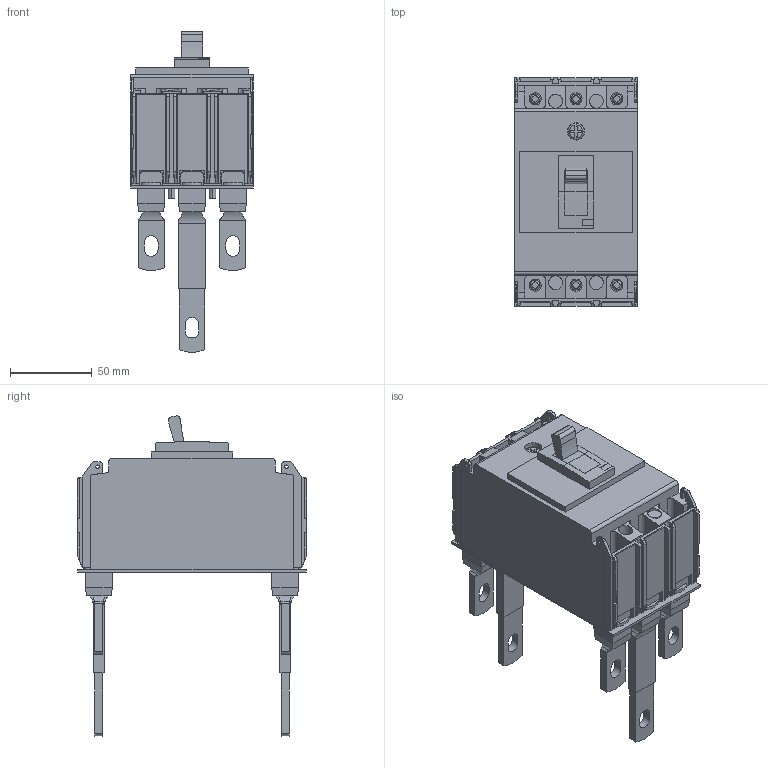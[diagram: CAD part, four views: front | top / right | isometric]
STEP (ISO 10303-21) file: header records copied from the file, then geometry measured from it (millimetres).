
FILE_DESCRIPTION(('CoCreate Modeling STEP Export'),'2;1');
FILE_NAME('ＰＶＥ１２５ＳＤＬ３Ｒ.stp','2016-03-25T14:21:49',(''),(''),'CoCreate Modeling STEP processor for AP214 (Solid Model)','CoCreate Modeling 17.0 01-Apr-2010 (C) Parametric Technology GmbH','');
FILE_SCHEMA(('AUTOMOTIVE_DESIGN { 1 0 10303 214 1 1 1 1 }'));
Length unit declared in the file: millimetre
Products named in the file (10): P2; P4; P3; P1; p7; p6.1; P1.1; p5.1; p5; ＰＶＥ１２５ＳＤＬ３Ｒ
Assembly tree (19 placements, depth 2):
  ＰＶＥ１２５ＳＤＬ３Ｒ
    p5
    p5.1
    P1.1
    p6.1  x2
    p7
    P3  x6
    P1
    P4  x2
    P2  x4
Bounding box: 75 x 140.6 x 196.05 mm (x, y, z)
Volume: 717553 mm3; surface area: 134743.5 mm2
Topology: 19 solids, 19 shells, 867 faces, 2288 edges, 1499 vertices
Faces by surface type: plane 626, cylinder 227, torus 14
Entity records: 18720 total; most frequent: CARTESIAN_POINT 3367, ORIENTED_EDGE 3168, DIRECTION 2699, EDGE_CURVE 1584, VECTOR 1175, LINE 1175, VERTEX_POINT 1041, AXIS2_PLACEMENT_3D 762
